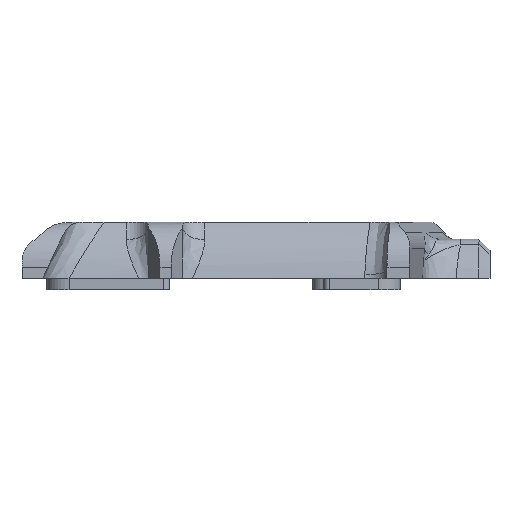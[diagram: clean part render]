
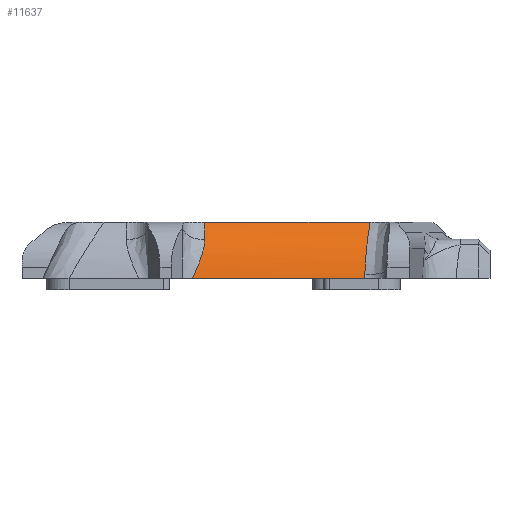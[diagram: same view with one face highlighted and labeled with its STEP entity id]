
A CAD part, left-side view. The second image highlights one B-rep face of the part: STEP entity #11637.
In plain terms, the highlighted cylindrical face has radius 18.19 mm (diameter 36.38 mm), a partial arc.
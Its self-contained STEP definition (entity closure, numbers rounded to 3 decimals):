
#438=CARTESIAN_POINT('',(-5.659,6.405,0.));
#439=VERTEX_POINT('',#438);
#477=CARTESIAN_POINT('',(-5.659,37.224,0.));
#478=VERTEX_POINT('',#477);
#479=CARTESIAN_POINT('',(-5.659,37.224,0.));
#480=DIRECTION('',(0.,-1.,0.));
#481=VECTOR('',#480,30.819);
#482=LINE('',#479,#481);
#483=EDGE_CURVE('',#478,#439,#482,.T.);
#2453=CARTESIAN_POINT('',(-0.,35.,10.));
#2454=VERTEX_POINT('',#2453);
#2480=CARTESIAN_POINT('',(-0.,5.424,10.));
#2481=VERTEX_POINT('',#2480);
#2482=CARTESIAN_POINT('',(-0.,35.,10.));
#2483=DIRECTION('',(0.,-1.,0.));
#2484=VECTOR('',#2483,29.576);
#2485=LINE('',#2482,#2484);
#2486=EDGE_CURVE('',#2454,#2481,#2485,.T.);
#11139=CARTESIAN_POINT('',(-2.721,35.,6.917));
#11140=VERTEX_POINT('',#11139);
#11141=CARTESIAN_POINT('',(-5.659,37.224,0.));
#11142=CARTESIAN_POINT('',(-5.542,36.937,0.595));
#11143=CARTESIAN_POINT('',(-5.396,36.662,1.186));
#11144=CARTESIAN_POINT('',(-5.218,36.407,1.773));
#11145=CARTESIAN_POINT('',(-5.04,36.152,2.361));
#11146=CARTESIAN_POINT('',(-4.83,35.916,2.946));
#11147=CARTESIAN_POINT('',(-4.586,35.71,3.529));
#11148=CARTESIAN_POINT('',(-4.464,35.607,3.821));
#11149=CARTESIAN_POINT('',(-4.332,35.511,4.113));
#11150=CARTESIAN_POINT('',(-4.193,35.426,4.402));
#11151=CARTESIAN_POINT('',(-4.054,35.34,4.691));
#11152=CARTESIAN_POINT('',(-3.906,35.265,4.976));
#11153=CARTESIAN_POINT('',(-3.751,35.203,5.258));
#11154=CARTESIAN_POINT('',(-3.441,35.077,5.823));
#11155=CARTESIAN_POINT('',(-3.099,35.,6.375));
#11156=CARTESIAN_POINT('',(-2.721,35.,6.917));
#11157=B_SPLINE_CURVE_WITH_KNOTS('',3,(#11141,#11142,#11143,#11144,#11145,#11146,#11147,#11148,#11149,#11150,#11151,#11152,#11153,#11154,#11155,#11156),.UNSPECIFIED.,.F.,.F.,(4,3,3,3,3,4),(0.008,0.01,0.013,0.014,0.015,0.018),.UNSPECIFIED.);
#11158=EDGE_CURVE('',#478,#11140,#11157,.T.);
#11184=CARTESIAN_POINT('',(12.191,35.,-3.5));
#11185=DIRECTION('',(0.,1.,-0.));
#11186=DIRECTION('',(-1.,0.,0.));
#11187=AXIS2_PLACEMENT_3D('',#11184,#11185,#11186);
#11188=CIRCLE('',#11187,18.19);
#11189=EDGE_CURVE('',#11140,#2454,#11188,.T.);
#11356=CARTESIAN_POINT('',(-5.503,6.383,0.717));
#11357=VERTEX_POINT('',#11356);
#11365=CARTESIAN_POINT('',(-5.503,6.383,0.717));
#11366=CARTESIAN_POINT('',(-5.56,6.393,0.479));
#11367=CARTESIAN_POINT('',(-5.612,6.4,0.24));
#11368=CARTESIAN_POINT('',(-5.659,6.405,0.));
#11369=B_SPLINE_CURVE_WITH_KNOTS('',3,(#11365,#11366,#11367,#11368),.UNSPECIFIED.,.F.,.F.,(4,4),(0.01,0.011),.UNSPECIFIED.);
#11370=EDGE_CURVE('',#11357,#439,#11369,.T.);
#11558=CARTESIAN_POINT('',(12.191,3.299,-3.5));
#11559=DIRECTION('',(-0.172,-0.985,0.));
#11560=DIRECTION('',(0.985,-0.172,-0.));
#11561=AXIS2_PLACEMENT_3D('',#11558,#11559,#11560);
#11562=ELLIPSE('',#11561,18.464,18.19);
#11563=EDGE_CURVE('',#2481,#11357,#11562,.T.);
#11624=CARTESIAN_POINT('',(12.191,68.,-3.5));
#11625=DIRECTION('',(0.,-1.,0.));
#11626=DIRECTION('',(-0.,-0.,-1.));
#11627=AXIS2_PLACEMENT_3D('',#11624,#11625,#11626);
#11628=CYLINDRICAL_SURFACE('',#11627,18.19);
#11629=ORIENTED_EDGE('',*,*,#483,.T.);
#11630=ORIENTED_EDGE('',*,*,#11370,.F.);
#11631=ORIENTED_EDGE('',*,*,#11563,.F.);
#11632=ORIENTED_EDGE('',*,*,#2486,.F.);
#11633=ORIENTED_EDGE('',*,*,#11189,.F.);
#11634=ORIENTED_EDGE('',*,*,#11158,.F.);
#11635=EDGE_LOOP('',(#11629,#11630,#11631,#11632,#11633,#11634));
#11636=FACE_BOUND('',#11635,.T.);
#11637=ADVANCED_FACE('',(#11636),#11628,.T.);
